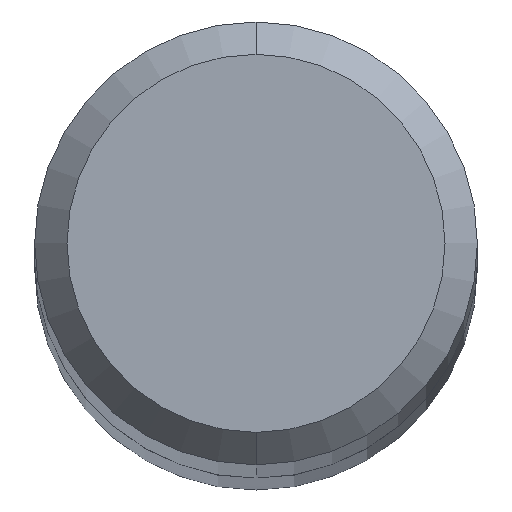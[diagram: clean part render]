
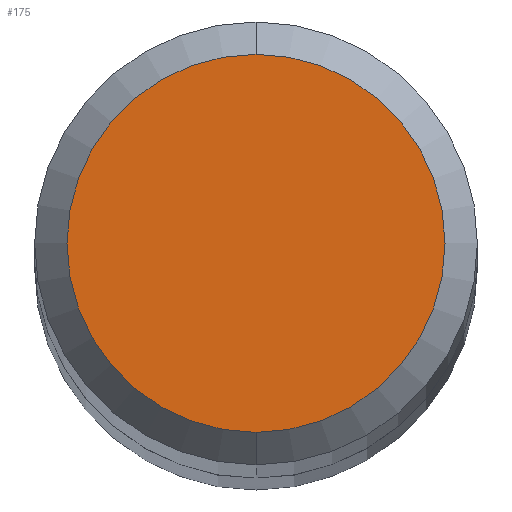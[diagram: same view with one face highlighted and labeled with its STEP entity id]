
A CAD part, top view. The second image highlights one B-rep face of the part: STEP entity #175.
In plain terms, the highlighted planar face has unit normal (0, 0, 1).
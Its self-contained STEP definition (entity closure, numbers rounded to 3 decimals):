
#169=VERTEX_POINT('',#445);
#175=ADVANCED_FACE('',(#452),#453,.T.);
#227=EDGE_CURVE('',#169,#361,#511,.T.);
#343=EDGE_CURVE('',#361,#169,#637,.T.);
#361=VERTEX_POINT('',#660);
#445=CARTESIAN_POINT('',(0.,-1.75,0.0));
#452=FACE_OUTER_BOUND('',#747,.T.);
#453=PLANE('',#748);
#511=CIRCLE('',#841,1.75);
#637=CIRCLE('',#1089,1.75);
#660=CARTESIAN_POINT('',(0.0,1.75,0.0));
#747=EDGE_LOOP('',(#1331,#1332));
#748=AXIS2_PLACEMENT_3D('',#1333,#1334,#1335);
#841=AXIS2_PLACEMENT_3D('',#1399,#1400,#1401);
#1089=AXIS2_PLACEMENT_3D('',#1546,#1547,#1548);
#1331=ORIENTED_EDGE('',*,*,#343,.F.);
#1332=ORIENTED_EDGE('',*,*,#227,.F.);
#1333=CARTESIAN_POINT('',(0.0,0.875,0.0));
#1334=DIRECTION('',(-0.0,0.0,1.0));
#1335=DIRECTION('',(0.0,-1.0,0.0));
#1399=CARTESIAN_POINT('',(0.0,0.0,0.0));
#1400=DIRECTION('',(0.0,0.0,-1.0));
#1401=DIRECTION('',(0.0,1.0,0.0));
#1546=CARTESIAN_POINT('',(0.0,0.0,0.0));
#1547=DIRECTION('',(0.0,0.0,-1.0));
#1548=DIRECTION('',(0.0,1.0,0.0));
